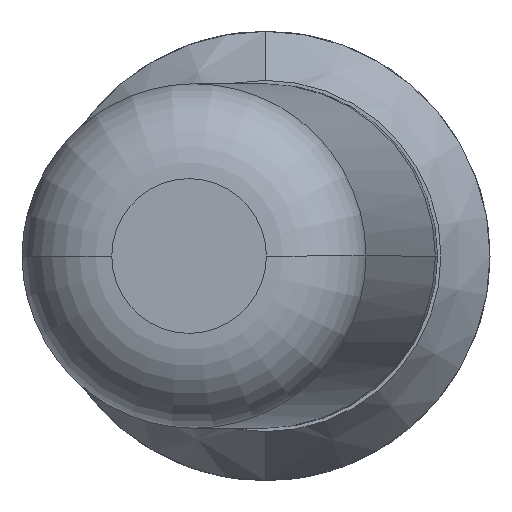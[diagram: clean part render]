
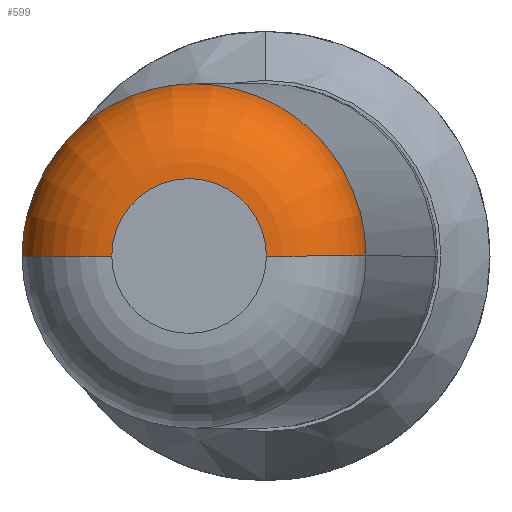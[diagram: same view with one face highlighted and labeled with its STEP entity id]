
A CAD part, front view. The second image highlights one B-rep face of the part: STEP entity #599.
In plain terms, the highlighted toroidal (fillet/blend) face has major radius 0.155 mm and minor radius 0.19 mm.
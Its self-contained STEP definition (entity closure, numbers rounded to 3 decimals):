
#31 = CIRCLE ( 'NONE', #1209, 0.155 ) ;
#133 = CARTESIAN_POINT ( 'NONE',  ( -0.487, -12.488, 0. ) ) ;
#364 = VERTEX_POINT ( 'NONE', #2267 ) ;
#564 = AXIS2_PLACEMENT_3D ( 'NONE', #2482, #2514, #2922 ) ;
#576 = CARTESIAN_POINT ( 'NONE',  ( -0.323, -12.497, 0.308 ) ) ;
#599 = ADVANCED_FACE ( 'Defeature ausgef�hrt1_69', ( #4773 ), #2521, .T. ) ;
#716 = CARTESIAN_POINT ( 'NONE',  ( -0.143, -12.506, 0.345 ) ) ;
#851 = DIRECTION ( 'NONE',  ( 0., 0., -1. ) ) ;
#902 = EDGE_CURVE ( 'Defeature ausgef�hrt1_69+Defeature ausgef�hrt1_66+Defeature ausgef�hrt1_66+Defeature ausgef�hrt1_66', #2478, #2960, #2480, .T. ) ;
#954 = CARTESIAN_POINT ( 'NONE',  ( 0.002, -12.704, 0. ) ) ;
#1049 = CARTESIAN_POINT ( 'NONE',  ( 0.202, -12.524, 0. ) ) ;
#1175 = DIRECTION ( 'NONE',  ( 0.052, 0.999, 0. ) ) ;
#1209 = AXIS2_PLACEMENT_3D ( 'NONE', #5439, #1228, #1262 ) ;
#1228 = DIRECTION ( 'NONE',  ( 0.052, 0.999, 0. ) ) ;
#1262 = DIRECTION ( 'NONE',  ( -0.999, 0.052, 0. ) ) ;
#1341 = ORIENTED_EDGE ( 'NONE', *, *, #2444, .T. ) ;
#1694 = CARTESIAN_POINT ( 'NONE',  ( -0.298, -12.498, 0. ) ) ;
#1847 = CARTESIAN_POINT ( 'NONE',  ( -0.233, -12.502, 0.345 ) ) ;
#2011 = CARTESIAN_POINT ( 'NONE',  ( -0.143, -12.506, 0. ) ) ;
#2221 = VERTEX_POINT ( 'NONE', #133 ) ;
#2262 = EDGE_CURVE ( 'NONE', #2960, #2221, #3573, .T. ) ;
#2267 = CARTESIAN_POINT ( 'NONE',  ( -0.308, -12.688, 0. ) ) ;
#2444 = EDGE_CURVE ( 'Defeature ausgef�hrt1_69+Defeature ausgef�hrt1_68+Defeature ausgef�hrt1_68+Defeature ausgef�hrt1_68', #364, #4464, #31, .T. ) ;
#2478 = VERTEX_POINT ( 'NONE', #2554 ) ;
#2480 = B_SPLINE_CURVE_WITH_KNOTS ( 'NONE', 3,
 ( #1049, #4419, #3577, #4402, #4854, #4439 ),
 .UNSPECIFIED., .F., .F.,
 ( 4, 2, 4 ),
 ( 0.5, 0.75, 1. ),
 .UNSPECIFIED. ) ;
#2482 = CARTESIAN_POINT ( 'NONE',  ( 0.012, -12.514, 0. ) ) ;
#2512 = AXIS2_PLACEMENT_3D ( 'NONE', #2011, #1175, #4553 ) ;
#2514 = DIRECTION ( 'NONE',  ( 0., 0., 1. ) ) ;
#2521 = TOROIDAL_SURFACE ( 'NONE', #2512, 0.155, 0.19 ) ;
#2554 = CARTESIAN_POINT ( 'NONE',  ( 0.202, -12.524, 0. ) ) ;
#2596 = ORIENTED_EDGE ( 'NONE', *, *, #5183, .F. ) ;
#2697 = AXIS2_PLACEMENT_3D ( 'NONE', #1694, #851, #2979 ) ;
#2763 = CARTESIAN_POINT ( 'NONE',  ( -0.487, -12.488, 0.09 ) ) ;
#2813 = ORIENTED_EDGE ( 'NONE', *, *, #4029, .T. ) ;
#2922 = DIRECTION ( 'NONE',  ( 1., 0., 0. ) ) ;
#2960 = VERTEX_POINT ( 'NONE', #716 ) ;
#2979 = DIRECTION ( 'NONE',  ( -1., 0., 0. ) ) ;
#3395 = CARTESIAN_POINT ( 'NONE',  ( -0.143, -12.506, 0.345 ) ) ;
#3511 = CARTESIAN_POINT ( 'NONE',  ( -0.45, -12.49, 0.18 ) ) ;
#3573 = B_SPLINE_CURVE_WITH_KNOTS ( 'NONE', 3,
 ( #3395, #1847, #576, #3511, #2763, #4884 ),
 .UNSPECIFIED., .F., .F.,
 ( 4, 2, 4 ),
 ( 0., 0.25, 0.5 ),
 .UNSPECIFIED. ) ;
#3577 = CARTESIAN_POINT ( 'NONE',  ( 0.165, -12.522, 0.18 ) ) ;
#3777 = CIRCLE ( 'NONE', #2697, 0.19 ) ;
#4029 = EDGE_CURVE ( 'NONE', #4464, #2478, #5338, .T. ) ;
#4402 = CARTESIAN_POINT ( 'NONE',  ( 0.037, -12.516, 0.308 ) ) ;
#4419 = CARTESIAN_POINT ( 'NONE',  ( 0.202, -12.524, 0.09 ) ) ;
#4420 = ORIENTED_EDGE ( 'NONE', *, *, #902, .T. ) ;
#4439 = CARTESIAN_POINT ( 'NONE',  ( -0.143, -12.506, 0.345 ) ) ;
#4464 = VERTEX_POINT ( 'NONE', #954 ) ;
#4553 = DIRECTION ( 'NONE',  ( -0.999, 0.052, 0. ) ) ;
#4773 = FACE_OUTER_BOUND ( 'NONE', #5141, .T. ) ;
#4854 = CARTESIAN_POINT ( 'NONE',  ( -0.053, -12.511, 0.345 ) ) ;
#4884 = CARTESIAN_POINT ( 'NONE',  ( -0.487, -12.488, 0. ) ) ;
#4932 = ORIENTED_EDGE ( 'NONE', *, *, #2262, .T. ) ;
#5141 = EDGE_LOOP ( 'NONE', ( #1341, #2813, #4420, #4932, #2596 ) ) ;
#5183 = EDGE_CURVE ( 'NONE', #364, #2221, #3777, .T. ) ;
#5338 = CIRCLE ( 'NONE', #564, 0.19 ) ;
#5439 = CARTESIAN_POINT ( 'NONE',  ( -0.153, -12.696, 0. ) ) ;
